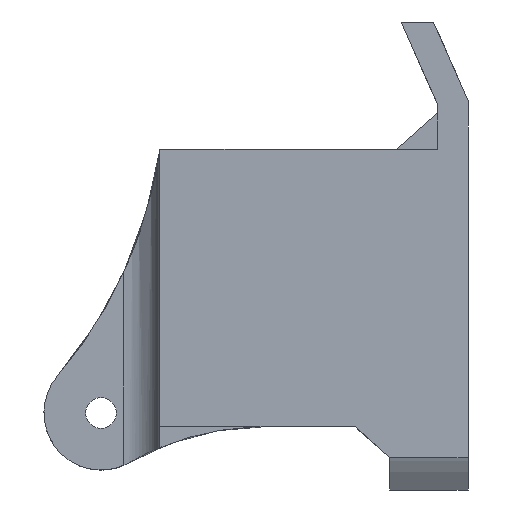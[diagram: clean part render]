
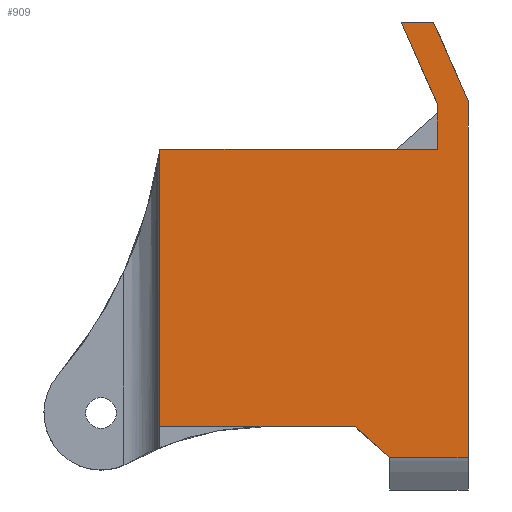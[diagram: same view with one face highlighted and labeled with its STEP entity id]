
A CAD part, left-side view. The second image highlights one B-rep face of the part: STEP entity #909.
In plain terms, the highlighted planar face has unit normal (-1, 0, 0).
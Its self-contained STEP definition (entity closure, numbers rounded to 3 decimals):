
#119=FACE_OUTER_BOUND('',#171,.T.);
#171=EDGE_LOOP('',(#733,#734,#735,#736,#737,#738,#739,#740,#741,#742,#743));
#209=LINE('',#1331,#295);
#245=LINE('',#1464,#331);
#248=LINE('',#1474,#334);
#259=LINE('',#1548,#345);
#261=LINE('',#1552,#347);
#263=LINE('',#1560,#349);
#264=LINE('',#1561,#350);
#265=LINE('',#1563,#351);
#266=LINE('',#1565,#352);
#267=LINE('',#1567,#353);
#268=LINE('',#1568,#354);
#295=VECTOR('',#1046,10.);
#331=VECTOR('',#1132,10.);
#334=VECTOR('',#1141,10.);
#345=VECTOR('',#1172,10.);
#347=VECTOR('',#1176,10.);
#349=VECTOR('',#1184,10.);
#350=VECTOR('',#1185,10.);
#351=VECTOR('',#1186,10.);
#352=VECTOR('',#1187,10.);
#353=VECTOR('',#1188,10.);
#354=VECTOR('',#1189,10.);
#381=VERTEX_POINT('',#1328);
#382=VERTEX_POINT('',#1330);
#418=VERTEX_POINT('',#1463);
#422=VERTEX_POINT('',#1473);
#432=VERTEX_POINT('',#1545);
#433=VERTEX_POINT('',#1547);
#434=VERTEX_POINT('',#1551);
#437=VERTEX_POINT('',#1559);
#438=VERTEX_POINT('',#1562);
#439=VERTEX_POINT('',#1564);
#440=VERTEX_POINT('',#1566);
#469=EDGE_CURVE('',#381,#382,#209,.T.);
#520=EDGE_CURVE('',#418,#382,#245,.T.);
#525=EDGE_CURVE('',#422,#418,#248,.T.);
#544=EDGE_CURVE('',#433,#432,#259,.T.);
#546=EDGE_CURVE('',#434,#433,#261,.T.);
#550=EDGE_CURVE('',#437,#381,#263,.T.);
#551=EDGE_CURVE('',#437,#434,#264,.T.);
#552=EDGE_CURVE('',#432,#438,#265,.T.);
#553=EDGE_CURVE('',#438,#439,#266,.T.);
#554=EDGE_CURVE('',#440,#439,#267,.T.);
#555=EDGE_CURVE('',#422,#440,#268,.T.);
#733=ORIENTED_EDGE('',*,*,#520,.T.);
#734=ORIENTED_EDGE('',*,*,#469,.F.);
#735=ORIENTED_EDGE('',*,*,#550,.F.);
#736=ORIENTED_EDGE('',*,*,#551,.T.);
#737=ORIENTED_EDGE('',*,*,#546,.T.);
#738=ORIENTED_EDGE('',*,*,#544,.T.);
#739=ORIENTED_EDGE('',*,*,#552,.T.);
#740=ORIENTED_EDGE('',*,*,#553,.T.);
#741=ORIENTED_EDGE('',*,*,#554,.F.);
#742=ORIENTED_EDGE('',*,*,#555,.F.);
#743=ORIENTED_EDGE('',*,*,#525,.T.);
#870=PLANE('',#991);
#909=ADVANCED_FACE('',(#119),#870,.T.);
#991=AXIS2_PLACEMENT_3D('',#1558,#1182,#1183);
#1046=DIRECTION('',(0.,1.,0.));
#1132=DIRECTION('',(0.,-0.748,-0.664));
#1141=DIRECTION('',(0.,-1.,0.));
#1172=DIRECTION('',(0.,1.,0.));
#1176=DIRECTION('',(0.,0.403,0.915));
#1182=DIRECTION('center_axis',(-1.,0.,0.));
#1183=DIRECTION('ref_axis',(0.,0.,1.));
#1184=DIRECTION('',(0.,0.,-1.));
#1185=DIRECTION('',(0.,0.,1.));
#1186=DIRECTION('',(0.,-0.403,-0.915));
#1187=DIRECTION('',(0.,0.,-1.));
#1188=DIRECTION('',(0.,-1.,0.));
#1189=DIRECTION('',(0.,0.,1.));
#1328=CARTESIAN_POINT('',(-15.,-21.,-29.45));
#1330=CARTESIAN_POINT('',(-15.,-13.38,-29.45));
#1331=CARTESIAN_POINT('',(-15.,-18.,-29.45));
#1463=CARTESIAN_POINT('',(-15.,-10.,-26.45));
#1464=CARTESIAN_POINT('',(-15.,-14.672,-30.597));
#1473=CARTESIAN_POINT('',(-15.,9.,-26.45));
#1474=CARTESIAN_POINT('',(-15.,-14.,-26.45));
#1545=CARTESIAN_POINT('',(-15.,-14.5,12.959));
#1547=CARTESIAN_POINT('',(-15.,-17.638,12.959));
#1548=CARTESIAN_POINT('',(-15.,-17.819,12.959));
#1551=CARTESIAN_POINT('',(-15.,-21.,5.314));
#1552=CARTESIAN_POINT('',(-15.,-17.13,14.115));
#1558=CARTESIAN_POINT('Origin',(-15.,-18.,-29.45));
#1559=CARTESIAN_POINT('',(-15.,-21.,0.55));
#1560=CARTESIAN_POINT('',(-15.,-21.,-29.45));
#1561=CARTESIAN_POINT('',(-15.,-21.,0.55));
#1562=CARTESIAN_POINT('',(-15.,-18.,5.));
#1563=CARTESIAN_POINT('',(-15.,-14.5,12.959));
#1564=CARTESIAN_POINT('',(-15.,-18.,0.55));
#1565=CARTESIAN_POINT('',(-15.,-18.,5.));
#1566=CARTESIAN_POINT('',(-15.,9.,0.55));
#1567=CARTESIAN_POINT('',(-15.,-18.,0.55));
#1568=CARTESIAN_POINT('',(-15.,9.,-29.45));
